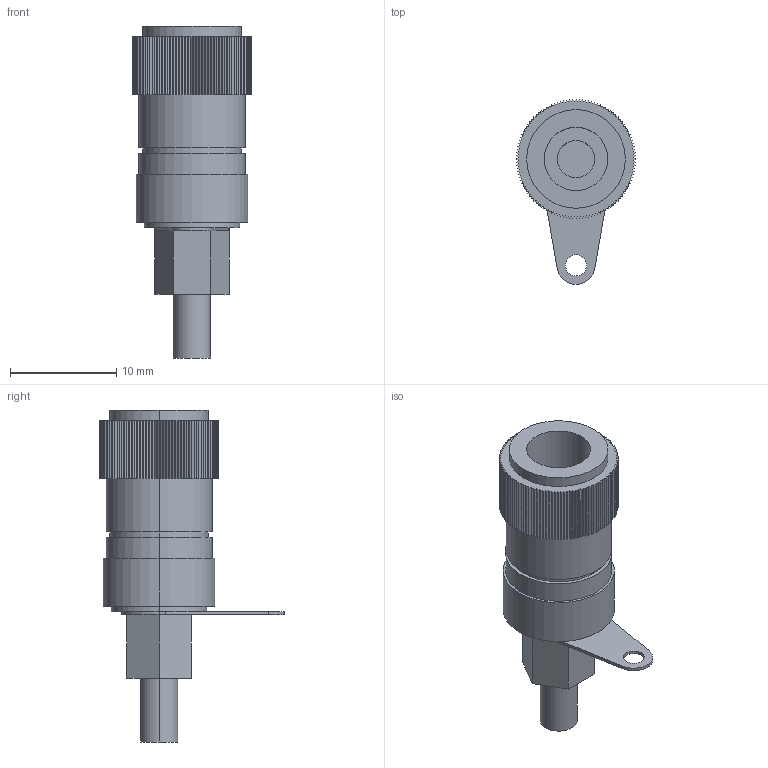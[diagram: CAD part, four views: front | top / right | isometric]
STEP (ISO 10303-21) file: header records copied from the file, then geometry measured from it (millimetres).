
FILE_DESCRIPTION (( 'STEP AP214' ), '1' );
FILE_NAME ('Conector Banana Hembra.STEP', '2026-01-30T05:11:24', ( '' ), ( '' ), 'SwSTEP 2.0', 'SolidWorks 2025', '' );
FILE_SCHEMA (( 'AUTOMOTIVE_DESIGN' ));
Length unit declared in the file: millimetre
Products named in the file (1): Conector Banana Hembra
Bounding box: 11.2 x 17.4 x 31.3 mm (x, y, z)
Volume: 1573.2 mm3; surface area: 1440.1 mm2
Topology: 1 solids, 1 shells, 289 faces, 822 edges, 544 vertices
Faces by surface type: plane 265, cylinder 24
Entity records: 9259 total; most frequent: CARTESIAN_POINT 1656, ORIENTED_EDGE 1644, DIRECTION 1454, EDGE_CURVE 822, VECTOR 770, LINE 770, VERTEX_POINT 544, AXIS2_PLACEMENT_3D 342
